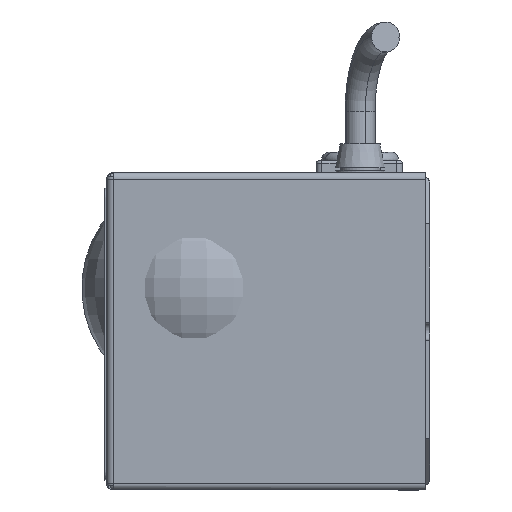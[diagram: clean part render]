
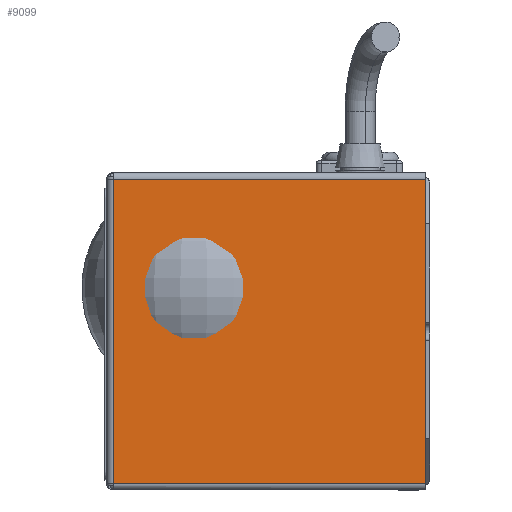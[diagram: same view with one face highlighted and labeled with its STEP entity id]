
A CAD part, left-side view. The second image highlights one B-rep face of the part: STEP entity #9099.
In plain terms, the highlighted planar face has unit normal (-1, 0, 0).
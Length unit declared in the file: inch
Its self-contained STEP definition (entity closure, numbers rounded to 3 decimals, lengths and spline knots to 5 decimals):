
#32 = VECTOR ( 'NONE', #3040, 39.37008 ) ;
#1137 = ORIENTED_EDGE ( 'NONE', *, *, #17342, .F. ) ;
#2072 = VERTEX_POINT ( 'NONE', #9657 ) ;
#2400 = ORIENTED_EDGE ( 'NONE', *, *, #16997, .T. ) ;
#3040 = DIRECTION ( 'NONE',  ( 0., 0., 1. ) ) ;
#4371 = VERTEX_POINT ( 'NONE', #12833 ) ;
#5163 = VERTEX_POINT ( 'NONE', #26719 ) ;
#5544 = CARTESIAN_POINT ( 'NONE',  ( -8., 4., 1.9084 ) ) ;
#5575 = CARTESIAN_POINT ( 'NONE',  ( -8., 0.082, 1.908 ) ) ;
#5674 = DIRECTION ( 'NONE',  ( 0., 1., 0. ) ) ;
#5839 = DIRECTION ( 'NONE',  ( 0., 0., 1. ) ) ;
#5866 = EDGE_CURVE ( 'NONE', #14213, #31547, #8172, .T. ) ;
#6617 = LINE ( 'NONE', #14703, #11671 ) ;
#8172 = LINE ( 'NONE', #18239, #9855 ) ;
#8738 = DIRECTION ( 'NONE',  ( -1., 0., 0. ) ) ;
#9099 = ADVANCED_FACE ( 'NONE', ( #15153 ), #32528, .T. ) ;
#9505 = CARTESIAN_POINT ( 'NONE',  ( -8., 4., 1.99 ) ) ;
#9657 = CARTESIAN_POINT ( 'NONE',  ( -8., 4., -1.9084 ) ) ;
#9671 = DIRECTION ( 'NONE',  ( 0., 0., 1. ) ) ;
#9855 = VECTOR ( 'NONE', #5674, 39.37008 ) ;
#11671 = VECTOR ( 'NONE', #24744, 39.37008 ) ;
#12833 = CARTESIAN_POINT ( 'NONE',  ( -8., 0.0816, 1.908 ) ) ;
#14213 = VERTEX_POINT ( 'NONE', #22040 ) ;
#14703 = CARTESIAN_POINT ( 'NONE',  ( -8., 0.0816, -1.9084 ) ) ;
#15153 = FACE_OUTER_BOUND ( 'NONE', #15316, .T. ) ;
#15316 = EDGE_LOOP ( 'NONE', ( #24124, #15805, #1137, #2400, #26859, #18045 ) ) ;
#15805 = ORIENTED_EDGE ( 'NONE', *, *, #5866, .T. ) ;
#15841 = EDGE_CURVE ( 'NONE', #4371, #14213, #20598, .T. ) ;
#16997 = EDGE_CURVE ( 'NONE', #2072, #27676, #6617, .T. ) ;
#17048 = AXIS2_PLACEMENT_3D ( 'NONE', #24582, #24738, #22101 ) ;
#17342 = EDGE_CURVE ( 'NONE', #2072, #31547, #19579, .T. ) ;
#17941 = CARTESIAN_POINT ( 'NONE',  ( -8., 0.0816, 1.9084 ) ) ;
#18045 = ORIENTED_EDGE ( 'NONE', *, *, #23989, .T. ) ;
#18239 = CARTESIAN_POINT ( 'NONE',  ( -8., 4., 1.9084 ) ) ;
#19579 = LINE ( 'NONE', #9505, #25363 ) ;
#20598 = CIRCLE ( 'NONE', #29583, 0.0004 ) ;
#20741 = LINE ( 'NONE', #17941, #32 ) ;
#20943 = DIRECTION ( 'NONE',  ( 0., 0., 1. ) ) ;
#21246 = EDGE_CURVE ( 'NONE', #27676, #5163, #31291, .T. ) ;
#22040 = CARTESIAN_POINT ( 'NONE',  ( -8., 0.082, 1.9084 ) ) ;
#22101 = DIRECTION ( 'NONE',  ( 0., 0., 1. ) ) ;
#23989 = EDGE_CURVE ( 'NONE', #5163, #4371, #20741, .T. ) ;
#24124 = ORIENTED_EDGE ( 'NONE', *, *, #15841, .T. ) ;
#24582 = CARTESIAN_POINT ( 'NONE',  ( -8., 0.082, -1.908 ) ) ;
#24738 = DIRECTION ( 'NONE',  ( -1., 0., 0. ) ) ;
#24744 = DIRECTION ( 'NONE',  ( 0., -1., 0. ) ) ;
#25363 = VECTOR ( 'NONE', #9671, 39.37008 ) ;
#26719 = CARTESIAN_POINT ( 'NONE',  ( -8., 0.0816, -1.908 ) ) ;
#26859 = ORIENTED_EDGE ( 'NONE', *, *, #21246, .T. ) ;
#27676 = VERTEX_POINT ( 'NONE', #31340 ) ;
#27855 = CARTESIAN_POINT ( 'NONE',  ( -8., 0.082, -1.908 ) ) ;
#29583 = AXIS2_PLACEMENT_3D ( 'NONE', #5575, #8738, #20943 ) ;
#30033 = DIRECTION ( 'NONE',  ( -1., 0., 0. ) ) ;
#30339 = AXIS2_PLACEMENT_3D ( 'NONE', #27855, #30033, #5839 ) ;
#31291 = CIRCLE ( 'NONE', #17048, 0.0004 ) ;
#31340 = CARTESIAN_POINT ( 'NONE',  ( -8., 0.082, -1.9084 ) ) ;
#31547 = VERTEX_POINT ( 'NONE', #5544 ) ;
#32528 = PLANE ( 'NONE',  #30339 ) ;
